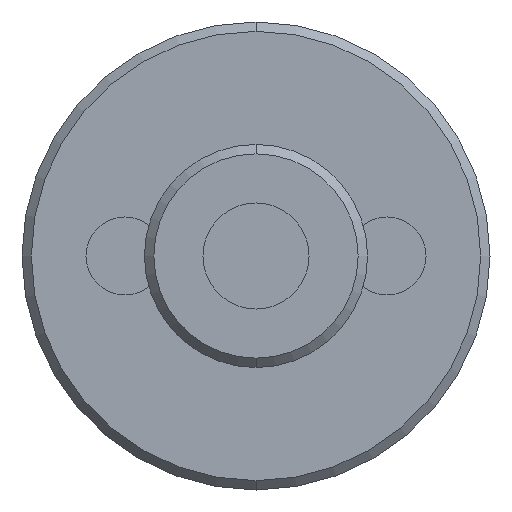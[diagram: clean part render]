
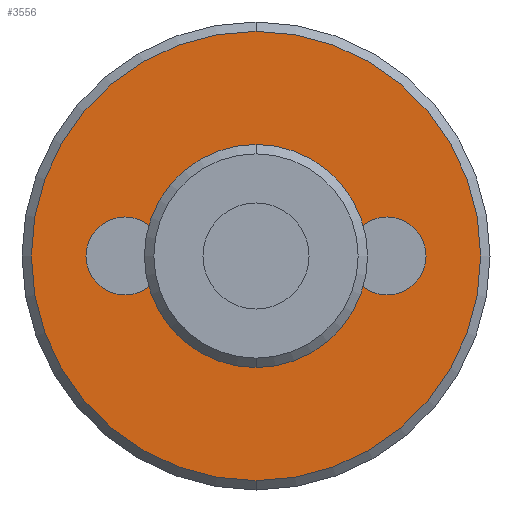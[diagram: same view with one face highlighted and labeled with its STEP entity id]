
A CAD part, front view. The second image highlights one B-rep face of the part: STEP entity #3556.
In plain terms, the highlighted planar face has unit normal (0, -1, 0).
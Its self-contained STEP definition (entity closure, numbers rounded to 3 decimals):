
#87 = VERTEX_POINT ( 'NONE', #2931 ) ;
#96 = CIRCLE ( 'NONE', #3268, 1.25 ) ;
#110 = CIRCLE ( 'NONE', #3202, 1.25 ) ;
#173 = VERTEX_POINT ( 'NONE', #2911 ) ;
#225 = CIRCLE ( 'NONE', #3203, 2.9 ) ;
#303 = VERTEX_POINT ( 'NONE', #2885 ) ;
#380 = VERTEX_POINT ( 'NONE', #2870 ) ;
#382 = VERTEX_POINT ( 'NONE', #2868 ) ;
#398 = VERTEX_POINT ( 'NONE', #2872 ) ;
#408 = VERTEX_POINT ( 'NONE', #2859 ) ;
#428 = CIRCLE ( 'NONE', #3200, 1.25 ) ;
#513 = CIRCLE ( 'NONE', #3237, 7.2 ) ;
#523 = CIRCLE ( 'NONE', #3199, 7.2 ) ;
#573 = CIRCLE ( 'NONE', #3221, 2.9 ) ;
#629 = VERTEX_POINT ( 'NONE', #2814 ) ;
#711 = CIRCLE ( 'NONE', #3251, 1.25 ) ;
#1708 = FACE_BOUND ( 'NONE', #5340, .T. ) ;
#1716 = FACE_OUTER_BOUND ( 'NONE', #5216, .T. ) ;
#1742 = FACE_BOUND ( 'NONE', #5498, .T. ) ;
#1823 = FACE_BOUND ( 'NONE', #5272, .T. ) ;
#2127 = DIRECTION ( 'NONE',  ( 0., 0., 1. ) ) ;
#2128 = DIRECTION ( 'NONE',  ( 0., -1., 0. ) ) ;
#2129 = CARTESIAN_POINT ( 'NONE',  ( 0., 5.5, 0. ) ) ;
#2131 = DIRECTION ( 'NONE',  ( 0., 0., 1. ) ) ;
#2132 = DIRECTION ( 'NONE',  ( 0., 1., 0. ) ) ;
#2134 = CARTESIAN_POINT ( 'NONE',  ( -4.2, 5.5, 0. ) ) ;
#2138 = DIRECTION ( 'NONE',  ( 0., 0., 1. ) ) ;
#2140 = DIRECTION ( 'NONE',  ( 0., 1., 0. ) ) ;
#2141 = CARTESIAN_POINT ( 'NONE',  ( 4.2, 5.5, 0. ) ) ;
#2146 = DIRECTION ( 'NONE',  ( 0., 0., 1. ) ) ;
#2147 = DIRECTION ( 'NONE',  ( 0., 1., 0. ) ) ;
#2149 = CARTESIAN_POINT ( 'NONE',  ( 0., 5.5, 0. ) ) ;
#2245 = DIRECTION ( 'NONE',  ( 0., 0., 1. ) ) ;
#2246 = DIRECTION ( 'NONE',  ( 0., 1., 0. ) ) ;
#2247 = CARTESIAN_POINT ( 'NONE',  ( 0., 5.5, 0. ) ) ;
#2361 = DIRECTION ( 'NONE',  ( 0., 0., 1. ) ) ;
#2362 = DIRECTION ( 'NONE',  ( 0., -1., 0. ) ) ;
#2363 = CARTESIAN_POINT ( 'NONE',  ( 0., 5.5, 0. ) ) ;
#2515 = DIRECTION ( 'NONE',  ( 0., 0., 1. ) ) ;
#2517 = DIRECTION ( 'NONE',  ( 0., 1., 0. ) ) ;
#2518 = CARTESIAN_POINT ( 'NONE',  ( 4.2, 5.5, 0. ) ) ;
#2656 = DIRECTION ( 'NONE',  ( 0., 0., 1. ) ) ;
#2657 = DIRECTION ( 'NONE',  ( 0., 1., 0. ) ) ;
#2658 = CARTESIAN_POINT ( 'NONE',  ( -4.2, 5.5, 0. ) ) ;
#2814 = CARTESIAN_POINT ( 'NONE',  ( 0., 5.5, -7.2 ) ) ;
#2859 = CARTESIAN_POINT ( 'NONE',  ( -4.2, 5.5, 1.25 ) ) ;
#2868 = CARTESIAN_POINT ( 'NONE',  ( 4.2, 5.5, 1.25 ) ) ;
#2870 = CARTESIAN_POINT ( 'NONE',  ( 4.2, 5.5, -1.25 ) ) ;
#2872 = CARTESIAN_POINT ( 'NONE',  ( -4.2, 5.5, -1.25 ) ) ;
#2885 = CARTESIAN_POINT ( 'NONE',  ( 0., 5.5, 7.2 ) ) ;
#2911 = CARTESIAN_POINT ( 'NONE',  ( 0., 5.5, -2.9 ) ) ;
#2931 = CARTESIAN_POINT ( 'NONE',  ( 0., 5.5, 2.9 ) ) ;
#3199 = AXIS2_PLACEMENT_3D ( 'NONE', #2129, #2128, #2127 ) ;
#3200 = AXIS2_PLACEMENT_3D ( 'NONE', #2134, #2132, #2131 ) ;
#3202 = AXIS2_PLACEMENT_3D ( 'NONE', #2141, #2140, #2138 ) ;
#3203 = AXIS2_PLACEMENT_3D ( 'NONE', #2149, #2147, #2146 ) ;
#3221 = AXIS2_PLACEMENT_3D ( 'NONE', #2247, #2246, #2245 ) ;
#3237 = AXIS2_PLACEMENT_3D ( 'NONE', #2363, #2362, #2361 ) ;
#3251 = AXIS2_PLACEMENT_3D ( 'NONE', #2518, #2517, #2515 ) ;
#3268 = AXIS2_PLACEMENT_3D ( 'NONE', #2658, #2657, #2656 ) ;
#3320 = EDGE_CURVE ( 'NONE', #398, #408, #96, .T. ) ;
#3359 = EDGE_CURVE ( 'NONE', #380, #382, #711, .T. ) ;
#3392 = EDGE_CURVE ( 'NONE', #629, #303, #513, .T. ) ;
#3429 = EDGE_CURVE ( 'NONE', #87, #173, #573, .T. ) ;
#3458 = EDGE_CURVE ( 'NONE', #173, #87, #225, .T. ) ;
#3461 = EDGE_CURVE ( 'NONE', #382, #380, #110, .T. ) ;
#3463 = EDGE_CURVE ( 'NONE', #408, #398, #428, .T. ) ;
#3464 = EDGE_CURVE ( 'NONE', #303, #629, #523, .T. ) ;
#3556 = ADVANCED_FACE ( 'NONE', ( #1742, #1823, #1716, #1708 ), #4887, .F. ) ;
#4021 = AXIS2_PLACEMENT_3D ( 'NONE', #4877, #4876, #4875 ) ;
#4875 = DIRECTION ( 'NONE',  ( 0., 0., 1. ) ) ;
#4876 = DIRECTION ( 'NONE',  ( 0., 1., 0. ) ) ;
#4877 = CARTESIAN_POINT ( 'NONE',  ( 7.5, 5.5, 0. ) ) ;
#4887 = PLANE ( 'NONE',  #4021 ) ;
#5216 = EDGE_LOOP ( 'NONE', ( #5262, #5264 ) ) ;
#5254 = ORIENTED_EDGE ( 'NONE', *, *, #3461, .T. ) ;
#5256 = ORIENTED_EDGE ( 'NONE', *, *, #3359, .T. ) ;
#5258 = ORIENTED_EDGE ( 'NONE', *, *, #3463, .T. ) ;
#5261 = ORIENTED_EDGE ( 'NONE', *, *, #3320, .T. ) ;
#5262 = ORIENTED_EDGE ( 'NONE', *, *, #3464, .T. ) ;
#5264 = ORIENTED_EDGE ( 'NONE', *, *, #3392, .T. ) ;
#5266 = ORIENTED_EDGE ( 'NONE', *, *, #3429, .T. ) ;
#5267 = ORIENTED_EDGE ( 'NONE', *, *, #3458, .T. ) ;
#5272 = EDGE_LOOP ( 'NONE', ( #5258, #5261 ) ) ;
#5340 = EDGE_LOOP ( 'NONE', ( #5266, #5267 ) ) ;
#5498 = EDGE_LOOP ( 'NONE', ( #5254, #5256 ) ) ;
